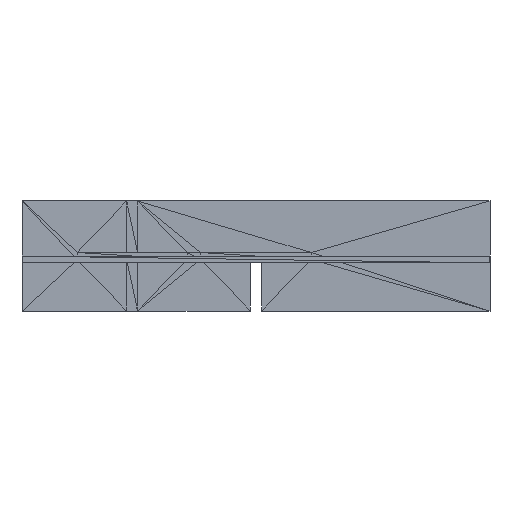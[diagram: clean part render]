
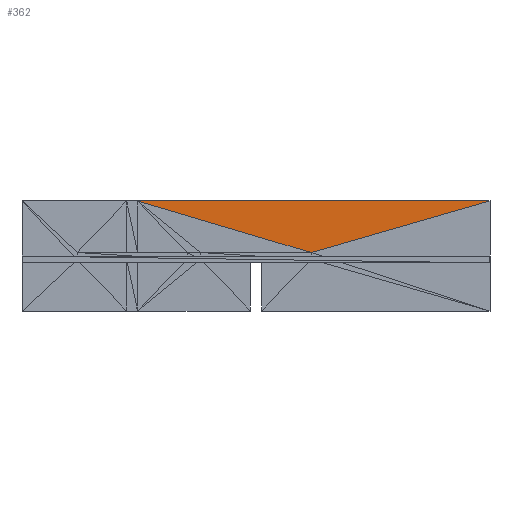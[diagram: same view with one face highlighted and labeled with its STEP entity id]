
A CAD part, left-side view. The second image highlights one B-rep face of the part: STEP entity #362.
In plain terms, the highlighted planar face has unit normal (-1, 0, 0).
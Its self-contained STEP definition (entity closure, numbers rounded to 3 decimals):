
#77 = VERTEX_POINT('',#78);
#78 = CARTESIAN_POINT('',(996.,-40.,2.5));
#212 = EDGE_CURVE('',#213,#77,#215,.T.);
#213 = VERTEX_POINT('',#214);
#214 = CARTESIAN_POINT('',(996.,-170.,40.));
#215 = LINE('',#216,#217);
#216 = CARTESIAN_POINT('',(996.,-170.,40.));
#217 = VECTOR('',#218,1.);
#218 = DIRECTION('',(0.,0.961,-0.277));
#362 = ADVANCED_FACE('',(#363),#380,.T.);
#363 = FACE_BOUND('',#364,.T.);
#364 = EDGE_LOOP('',(#365,#366,#374));
#365 = ORIENTED_EDGE('',*,*,#212,.F.);
#366 = ORIENTED_EDGE('',*,*,#367,.T.);
#367 = EDGE_CURVE('',#213,#368,#370,.T.);
#368 = VERTEX_POINT('',#369);
#369 = CARTESIAN_POINT('',(996.,86.,40.));
#370 = LINE('',#371,#372);
#371 = CARTESIAN_POINT('',(996.,-170.,40.));
#372 = VECTOR('',#373,1.);
#373 = DIRECTION('',(0.,1.,0.));
#374 = ORIENTED_EDGE('',*,*,#375,.T.);
#375 = EDGE_CURVE('',#368,#77,#376,.T.);
#376 = LINE('',#377,#378);
#377 = CARTESIAN_POINT('',(996.,86.,40.));
#378 = VECTOR('',#379,1.);
#379 = DIRECTION('',(0.,-0.958,-0.285));
#380 = PLANE('',#381);
#381 = AXIS2_PLACEMENT_3D('',#382,#383,#384);
#382 = CARTESIAN_POINT('',(996.,-41.96,30.432));
#383 = DIRECTION('',(-1.,-0.,-0.));
#384 = DIRECTION('',(0.,0.,-1.));
